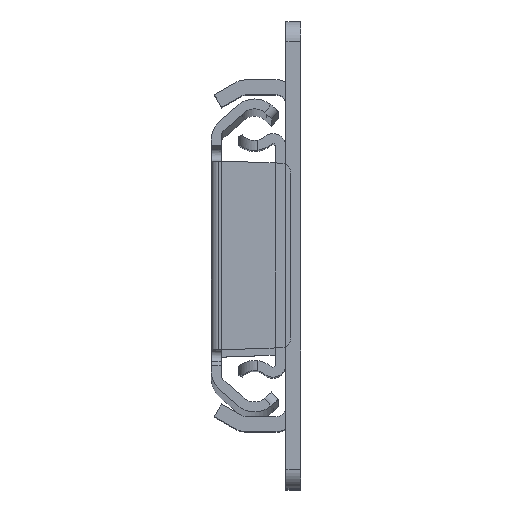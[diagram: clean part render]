
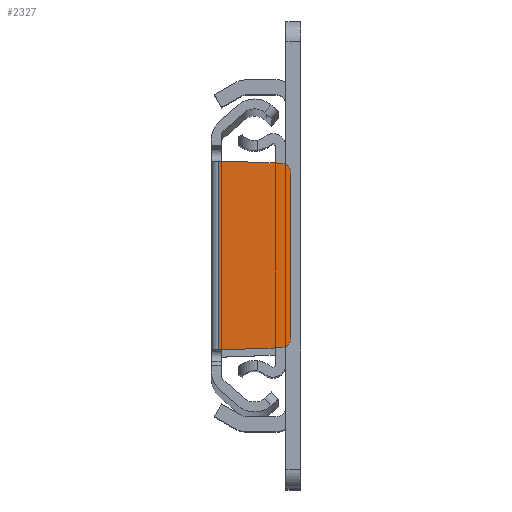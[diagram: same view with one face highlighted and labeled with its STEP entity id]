
A CAD part, top view. The second image highlights one B-rep face of the part: STEP entity #2327.
In plain terms, the highlighted planar face has unit normal (0, 0, 1).
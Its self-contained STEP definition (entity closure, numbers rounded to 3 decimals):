
#83 = VECTOR ( 'NONE', #4660, 1000. ) ;
#241 = VECTOR ( 'NONE', #4009, 1000. ) ;
#418 = EDGE_LOOP ( 'NONE', ( #5822, #3645, #4762, #1754, #855, #1165, #5202, #3315 ) ) ;
#700 = EDGE_CURVE ( 'NONE', #1591, #5107, #6485, .T. ) ;
#735 = DIRECTION ( 'NONE',  ( 1., 0., 0. ) ) ;
#749 = CARTESIAN_POINT ( 'NONE',  ( 14., -16.579, 0. ) ) ;
#758 = EDGE_CURVE ( 'NONE', #2809, #3067, #1790, .T. ) ;
#780 = VECTOR ( 'NONE', #3100, 1000. ) ;
#834 = AXIS2_PLACEMENT_3D ( 'NONE', #1919, #4007, #735 ) ;
#855 = ORIENTED_EDGE ( 'NONE', *, *, #1792, .T. ) ;
#888 = CARTESIAN_POINT ( 'NONE',  ( 0., -19., 0. ) ) ;
#977 = VERTEX_POINT ( 'NONE', #4615 ) ;
#1076 = CIRCLE ( 'NONE', #6020, 2. ) ;
#1165 = ORIENTED_EDGE ( 'NONE', *, *, #700, .T. ) ;
#1431 = CIRCLE ( 'NONE', #2209, 2. ) ;
#1501 = EDGE_CURVE ( 'NONE', #5107, #2939, #1431, .T. ) ;
#1591 = VERTEX_POINT ( 'NONE', #749 ) ;
#1610 = VECTOR ( 'NONE', #4885, 1000. ) ;
#1625 = LINE ( 'NONE', #5367, #3682 ) ;
#1688 = CARTESIAN_POINT ( 'NONE',  ( -2., -19., 0. ) ) ;
#1754 = ORIENTED_EDGE ( 'NONE', *, *, #5819, .T. ) ;
#1790 = LINE ( 'NONE', #1688, #1610 ) ;
#1792 = EDGE_CURVE ( 'NONE', #977, #1591, #1076, .T. ) ;
#1919 = CARTESIAN_POINT ( 'NONE',  ( 6.7, 26.325, 0. ) ) ;
#1926 = VECTOR ( 'NONE', #2240, 1000. ) ;
#2194 = EDGE_CURVE ( 'NONE', #2461, #5986, #1625, .T. ) ;
#2209 = AXIS2_PLACEMENT_3D ( 'NONE', #2234, #5453, #3350 ) ;
#2234 = CARTESIAN_POINT ( 'NONE',  ( 12., 16.579, 0. ) ) ;
#2240 = DIRECTION ( 'NONE',  ( 0., 1., 0. ) ) ;
#2327 = ADVANCED_FACE ( 'NONE', ( #2946 ), #2449, .T. ) ;
#2449 = PLANE ( 'NONE',  #834 ) ;
#2461 = VERTEX_POINT ( 'NONE', #3051 ) ;
#2525 = LINE ( 'NONE', #6761, #780 ) ;
#2583 = LINE ( 'NONE', #888, #241 ) ;
#2603 = DIRECTION ( 'NONE',  ( 0., 0., 1. ) ) ;
#2721 = CARTESIAN_POINT ( 'NONE',  ( 0., 19., 0. ) ) ;
#2809 = VERTEX_POINT ( 'NONE', #6131 ) ;
#2939 = VERTEX_POINT ( 'NONE', #6315 ) ;
#2946 = FACE_OUTER_BOUND ( 'NONE', #418, .T. ) ;
#3051 = CARTESIAN_POINT ( 'NONE',  ( -0.5, 19., 0. ) ) ;
#3067 = VERTEX_POINT ( 'NONE', #6477 ) ;
#3100 = DIRECTION ( 'NONE',  ( 0., -1., 0. ) ) ;
#3142 = CARTESIAN_POINT ( 'NONE',  ( 12., -16.579, 0. ) ) ;
#3259 = CARTESIAN_POINT ( 'NONE',  ( 14., 18.51, 0. ) ) ;
#3311 = CARTESIAN_POINT ( 'NONE',  ( 14., 16.579, 0. ) ) ;
#3315 = ORIENTED_EDGE ( 'NONE', *, *, #4964, .T. ) ;
#3350 = DIRECTION ( 'NONE',  ( 1., 0., 0. ) ) ;
#3645 = ORIENTED_EDGE ( 'NONE', *, *, #6137, .T. ) ;
#3682 = VECTOR ( 'NONE', #5914, 1000. ) ;
#4007 = DIRECTION ( 'NONE',  ( 0., 0., 1. ) ) ;
#4009 = DIRECTION ( 'NONE',  ( 0.999, 0.035, 0. ) ) ;
#4590 = LINE ( 'NONE', #4695, #83 ) ;
#4615 = CARTESIAN_POINT ( 'NONE',  ( 12.07, -18.578, 0. ) ) ;
#4626 = DIRECTION ( 'NONE',  ( 1., 0., 0. ) ) ;
#4660 = DIRECTION ( 'NONE',  ( -0.999, 0.035, 0. ) ) ;
#4695 = CARTESIAN_POINT ( 'NONE',  ( 0., 19., 0. ) ) ;
#4762 = ORIENTED_EDGE ( 'NONE', *, *, #758, .T. ) ;
#4885 = DIRECTION ( 'NONE',  ( 1., 0., 0. ) ) ;
#4964 = EDGE_CURVE ( 'NONE', #2939, #5986, #4590, .T. ) ;
#5107 = VERTEX_POINT ( 'NONE', #3311 ) ;
#5202 = ORIENTED_EDGE ( 'NONE', *, *, #1501, .T. ) ;
#5367 = CARTESIAN_POINT ( 'NONE',  ( -2., 19., 0. ) ) ;
#5453 = DIRECTION ( 'NONE',  ( 0., 0., 1. ) ) ;
#5819 = EDGE_CURVE ( 'NONE', #3067, #977, #2583, .T. ) ;
#5822 = ORIENTED_EDGE ( 'NONE', *, *, #2194, .F. ) ;
#5914 = DIRECTION ( 'NONE',  ( 1., 0., 0. ) ) ;
#5986 = VERTEX_POINT ( 'NONE', #2721 ) ;
#6020 = AXIS2_PLACEMENT_3D ( 'NONE', #3142, #2603, #4626 ) ;
#6131 = CARTESIAN_POINT ( 'NONE',  ( -0.5, -19., 0. ) ) ;
#6137 = EDGE_CURVE ( 'NONE', #2461, #2809, #2525, .T. ) ;
#6315 = CARTESIAN_POINT ( 'NONE',  ( 12.07, 18.578, 0. ) ) ;
#6477 = CARTESIAN_POINT ( 'NONE',  ( 0., -19., 0. ) ) ;
#6485 = LINE ( 'NONE', #3259, #1926 ) ;
#6761 = CARTESIAN_POINT ( 'NONE',  ( -0.5, 26.325, 0. ) ) ;
